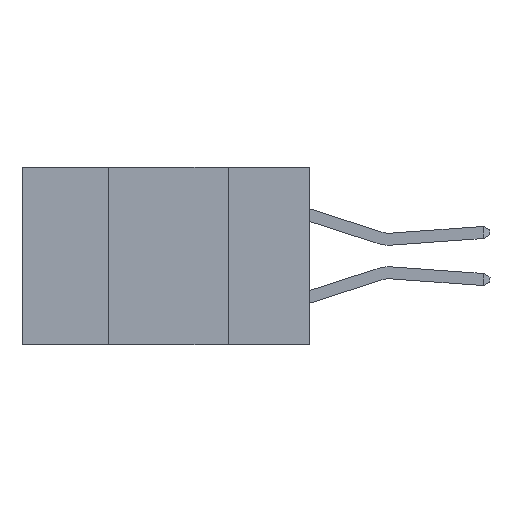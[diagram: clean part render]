
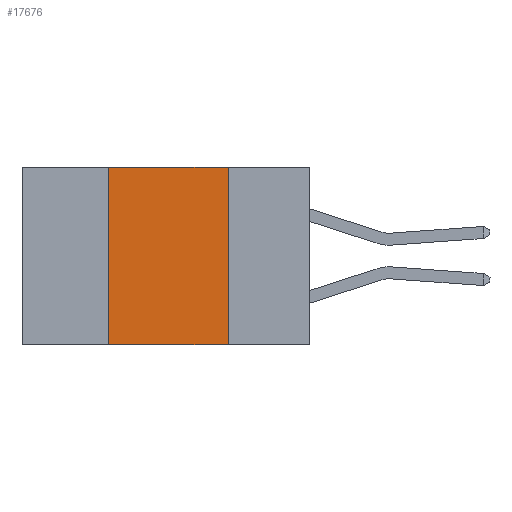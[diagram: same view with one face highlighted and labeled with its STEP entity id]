
A CAD part, left-side view. The second image highlights one B-rep face of the part: STEP entity #17676.
In plain terms, the highlighted planar face has unit normal (-1, 0, 0).
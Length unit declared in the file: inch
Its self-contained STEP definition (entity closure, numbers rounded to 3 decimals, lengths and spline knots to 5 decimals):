
#117 = VECTOR ( 'NONE', #5815, 39.37008 ) ;
#254 = LINE ( 'NONE', #27158, #18549 ) ;
#941 = CARTESIAN_POINT ( 'NONE',  ( 0., 0.6, -0.37 ) ) ;
#1033 = CARTESIAN_POINT ( 'NONE',  ( 0., 0.42, -0.37 ) ) ;
#2255 = LINE ( 'NONE', #5509, #117 ) ;
#2454 = VERTEX_POINT ( 'NONE', #17345 ) ;
#4059 = AXIS2_PLACEMENT_3D ( 'NONE', #22211, #16202, #9321 ) ;
#5509 = CARTESIAN_POINT ( 'NONE',  ( 0., 0.17, 0. ) ) ;
#5548 = DIRECTION ( 'NONE',  ( 0., -1., 0. ) ) ;
#5815 = DIRECTION ( 'NONE',  ( 0., 0., -1. ) ) ;
#6398 = CARTESIAN_POINT ( 'NONE',  ( 0., 0.17, 0. ) ) ;
#6436 = FACE_OUTER_BOUND ( 'NONE', #8035, .T. ) ;
#6496 = DIRECTION ( 'NONE',  ( 0., -1., 0. ) ) ;
#8035 = EDGE_LOOP ( 'NONE', ( #19866, #26740, #23100, #9791 ) ) ;
#8480 = CARTESIAN_POINT ( 'NONE',  ( 0., 0.42, 0. ) ) ;
#8985 = DIRECTION ( 'NONE',  ( 0., 0., 1. ) ) ;
#9321 = DIRECTION ( 'NONE',  ( 0., 0., -1. ) ) ;
#9791 = ORIENTED_EDGE ( 'NONE', *, *, #19778, .T. ) ;
#9998 = VECTOR ( 'NONE', #5548, 39.37008 ) ;
#10641 = EDGE_CURVE ( 'NONE', #20797, #2454, #26114, .T. ) ;
#13779 = EDGE_CURVE ( 'NONE', #28062, #25227, #2255, .T. ) ;
#16202 = DIRECTION ( 'NONE',  ( 1., 0., 0. ) ) ;
#17345 = CARTESIAN_POINT ( 'NONE',  ( 0., 0.42, 0. ) ) ;
#17676 = ADVANCED_FACE ( 'NONE', ( #6436 ), #19820, .F. ) ;
#18549 = VECTOR ( 'NONE', #6496, 39.37008 ) ;
#18670 = EDGE_CURVE ( 'NONE', #2454, #28062, #254, .T. ) ;
#19778 = EDGE_CURVE ( 'NONE', #20797, #25227, #20311, .T. ) ;
#19820 = PLANE ( 'NONE',  #4059 ) ;
#19866 = ORIENTED_EDGE ( 'NONE', *, *, #13779, .F. ) ;
#20311 = LINE ( 'NONE', #941, #9998 ) ;
#20797 = VERTEX_POINT ( 'NONE', #1033 ) ;
#22211 = CARTESIAN_POINT ( 'NONE',  ( 0., 0.6, 0. ) ) ;
#22929 = VECTOR ( 'NONE', #8985, 39.37008 ) ;
#23100 = ORIENTED_EDGE ( 'NONE', *, *, #10641, .F. ) ;
#25227 = VERTEX_POINT ( 'NONE', #25440 ) ;
#25440 = CARTESIAN_POINT ( 'NONE',  ( 0., 0.17, -0.37 ) ) ;
#26114 = LINE ( 'NONE', #8480, #22929 ) ;
#26740 = ORIENTED_EDGE ( 'NONE', *, *, #18670, .F. ) ;
#27158 = CARTESIAN_POINT ( 'NONE',  ( 0., 0.6, 0. ) ) ;
#28062 = VERTEX_POINT ( 'NONE', #6398 ) ;
